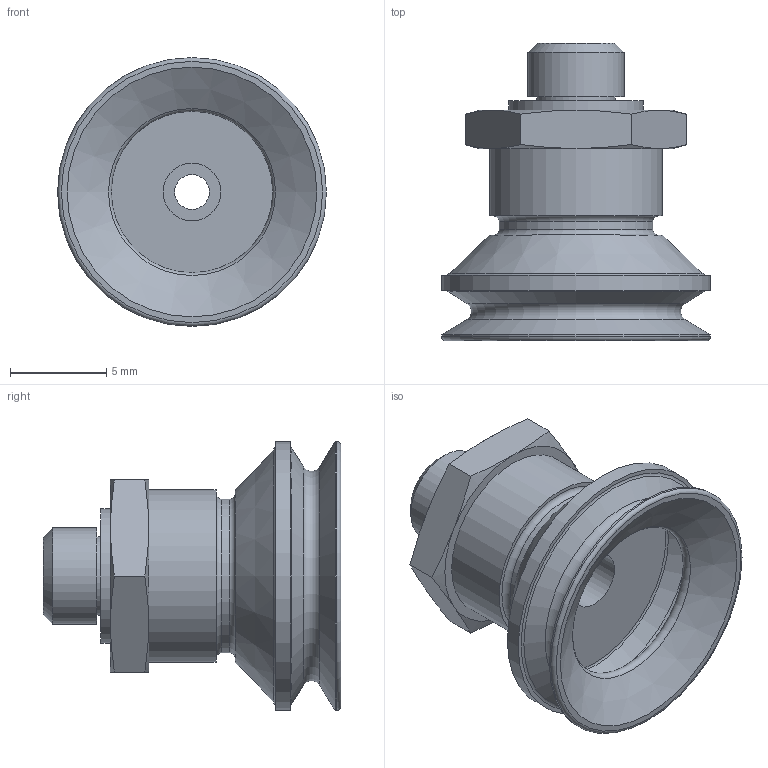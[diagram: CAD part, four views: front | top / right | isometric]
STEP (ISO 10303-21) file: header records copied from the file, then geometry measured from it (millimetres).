
FILE_DESCRIPTION(/* description */ ('STEP AP203'),/* implementation_level */ '2;1');
FILE_NAME(/* name */ 'ZP3-T13BS-A5.stp',/* time_stamp */ '2022-09-29T14:05:41+01:00',/* author */ ('romanp'),/* organization */ ('CADENAS'),/* preprocessor_version */ 'ST-DEVELOPER v19',/* originating_system */ 'Autodesk Inventor 2023',/* authorisation */ ' ');
FILE_SCHEMA (('AUTOMOTIVE_DESIGN { 1 0 10303 214 3 1 1 }'));
Length unit declared in the file: millimetre
Products named in the file (4): ZP3-T13BS-A5; _ZP3-13BS_A_PAD; _ZP3-13-A5_A; _ZP3A-13-A5_NUT
Assembly tree (4 placements, depth 2):
  ZP3-T13BS-A5
    _ZP3-13BS_A_PAD
    _ZP3-13-A5_A
    _ZP3A-13-A5_NUT  x2
Bounding box: 14 x 15.5 x 14 mm (x, y, z)
Volume: 737.9 mm3; surface area: 1237.7 mm2
Topology: 2 solids, 2 shells, 57 faces, 111 edges, 68 vertices
Faces by surface type: cone 19, plane 18, cylinder 10, torus 10
Full cylindrical faces by diameter (mm): 1.8 x1, 3 x1, 4.1 x1, 5 x1, 7 x1, 8 x1, 9 x1, 12.4 x1, 14 x2
Entity records: 1632 total; most frequent: CARTESIAN_POINT 292, DIRECTION 283, ORIENTED_EDGE 222, AXIS2_PLACEMENT_3D 130, EDGE_CURVE 111, EDGE_LOOP 69, VERTEX_POINT 66, CIRCLE 64
